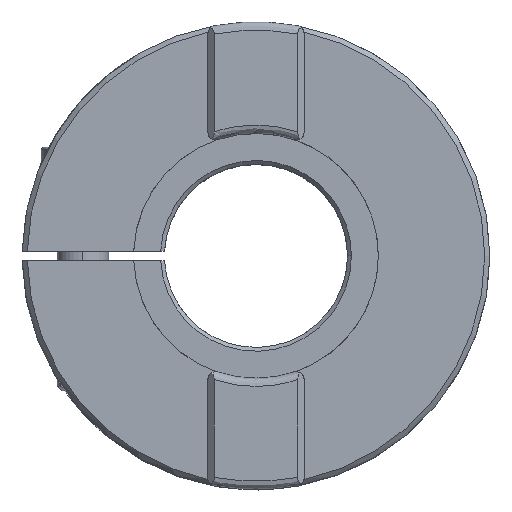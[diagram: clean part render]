
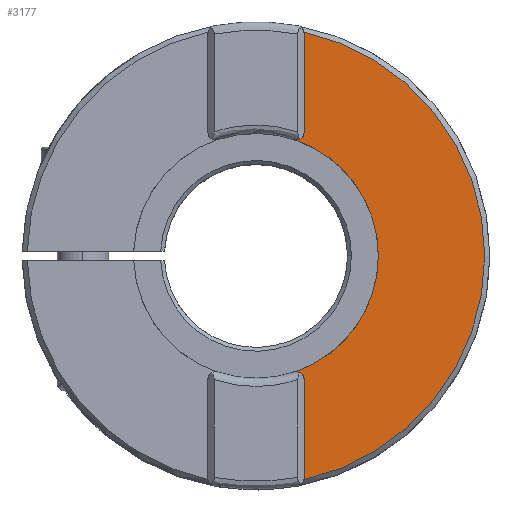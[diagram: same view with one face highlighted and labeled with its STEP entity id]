
A CAD part, top view. The second image highlights one B-rep face of the part: STEP entity #3177.
In plain terms, the highlighted planar face has unit normal (0, 0, 1).
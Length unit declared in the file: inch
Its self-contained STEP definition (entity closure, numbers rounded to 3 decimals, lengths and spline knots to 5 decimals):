
#12 = CARTESIAN_POINT ( 'NONE',  ( 0.23337, 0.71484, 0.98425 ) ) ;
#117 = ORIENTED_EDGE ( 'NONE', *, *, #1694, .T. ) ;
#185 = DIRECTION ( 'NONE',  ( 0., -1., 0. ) ) ;
#242 = CARTESIAN_POINT ( 'NONE',  ( 0., 0., 0.98425 ) ) ;
#248 = CARTESIAN_POINT ( 'NONE',  ( 0.75197, 0., 0.98425 ) ) ;
#293 = AXIS2_PLACEMENT_3D ( 'NONE', #534, #1645, #2453 ) ;
#333 = VERTEX_POINT ( 'NONE', #12 ) ;
#355 = ORIENTED_EDGE ( 'NONE', *, *, #3157, .T. ) ;
#375 = VERTEX_POINT ( 'NONE', #3420 ) ;
#423 = VERTEX_POINT ( 'NONE', #1240 ) ;
#431 = EDGE_CURVE ( 'NONE', #333, #2883, #2466, .T. ) ;
#468 = CARTESIAN_POINT ( 'NONE',  ( 0.29528, 0., 0.98425 ) ) ;
#478 = DIRECTION ( 'NONE',  ( 0., 0., -1. ) ) ;
#533 = CIRCLE ( 'NONE', #1527, 0.04724 ) ;
#534 = CARTESIAN_POINT ( 'NONE',  ( 0.24803, 0.75975, 0.98425 ) ) ;
#616 = VECTOR ( 'NONE', #1924, 39.37008 ) ;
#727 = EDGE_CURVE ( 'NONE', #2614, #1334, #533, .T. ) ;
#731 = CARTESIAN_POINT ( 'NONE',  ( 0.29528, 1.37415, 0.98425 ) ) ;
#795 = EDGE_CURVE ( 'NONE', #375, #333, #1943, .T. ) ;
#857 = PLANE ( 'NONE',  #2946 ) ;
#1083 = CARTESIAN_POINT ( 'NONE',  ( 0.29528, 0., 0.98425 ) ) ;
#1240 = CARTESIAN_POINT ( 'NONE',  ( 0.29528, -1.37415, 0.98425 ) ) ;
#1257 = EDGE_LOOP ( 'NONE', ( #117, #2403, #355, #3166, #1768, #1340, #2671 ) ) ;
#1298 = DIRECTION ( 'NONE',  ( 0., 0., -1. ) ) ;
#1334 = VERTEX_POINT ( 'NONE', #1672 ) ;
#1340 = ORIENTED_EDGE ( 'NONE', *, *, #2181, .T. ) ;
#1370 = DIRECTION ( 'NONE',  ( 0., 1., 0. ) ) ;
#1519 = AXIS2_PLACEMENT_3D ( 'NONE', #1837, #1298, #3522 ) ;
#1525 = CIRCLE ( 'NONE', #1760, 1.40551 ) ;
#1527 = AXIS2_PLACEMENT_3D ( 'NONE', #1836, #2363, #2954 ) ;
#1645 = DIRECTION ( 'NONE',  ( 0., 0., -1. ) ) ;
#1646 = CARTESIAN_POINT ( 'NONE',  ( 0., 0., 0.98425 ) ) ;
#1672 = CARTESIAN_POINT ( 'NONE',  ( 0.29528, -0.75975, 0.98425 ) ) ;
#1694 = EDGE_CURVE ( 'NONE', #1334, #423, #1886, .T. ) ;
#1760 = AXIS2_PLACEMENT_3D ( 'NONE', #1646, #3324, #1370 ) ;
#1768 = ORIENTED_EDGE ( 'NONE', *, *, #431, .T. ) ;
#1834 = CARTESIAN_POINT ( 'NONE',  ( 0.23337, -0.71484, 0.98425 ) ) ;
#1836 = CARTESIAN_POINT ( 'NONE',  ( 0.24803, -0.75975, 0.98425 ) ) ;
#1837 = CARTESIAN_POINT ( 'NONE',  ( 0., 0., 0.98425 ) ) ;
#1886 = LINE ( 'NONE', #1083, #616 ) ;
#1924 = DIRECTION ( 'NONE',  ( 0., -1., 0. ) ) ;
#1930 = CIRCLE ( 'NONE', #1519, 0.75197 ) ;
#1931 = DIRECTION ( 'NONE',  ( 1., 0., 0. ) ) ;
#1937 = VERTEX_POINT ( 'NONE', #731 ) ;
#1943 = CIRCLE ( 'NONE', #293, 0.04724 ) ;
#1978 = DIRECTION ( 'NONE',  ( 0., 0., 1. ) ) ;
#1981 = VECTOR ( 'NONE', #185, 39.37008 ) ;
#2181 = EDGE_CURVE ( 'NONE', #2883, #2614, #1930, .T. ) ;
#2363 = DIRECTION ( 'NONE',  ( 0., 0., -1. ) ) ;
#2372 = EDGE_CURVE ( 'NONE', #1937, #423, #1525, .T. ) ;
#2403 = ORIENTED_EDGE ( 'NONE', *, *, #2372, .F. ) ;
#2453 = DIRECTION ( 'NONE',  ( 1., 0., 0. ) ) ;
#2466 = CIRCLE ( 'NONE', #2937, 0.75197 ) ;
#2520 = FACE_OUTER_BOUND ( 'NONE', #1257, .T. ) ;
#2614 = VERTEX_POINT ( 'NONE', #1834 ) ;
#2671 = ORIENTED_EDGE ( 'NONE', *, *, #727, .T. ) ;
#2883 = VERTEX_POINT ( 'NONE', #248 ) ;
#2937 = AXIS2_PLACEMENT_3D ( 'NONE', #3584, #478, #1931 ) ;
#2946 = AXIS2_PLACEMENT_3D ( 'NONE', #242, #1978, #3080 ) ;
#2954 = DIRECTION ( 'NONE',  ( 1., 0., 0. ) ) ;
#3080 = DIRECTION ( 'NONE',  ( 1., 0., 0. ) ) ;
#3157 = EDGE_CURVE ( 'NONE', #1937, #375, #3300, .T. ) ;
#3166 = ORIENTED_EDGE ( 'NONE', *, *, #795, .T. ) ;
#3177 = ADVANCED_FACE ( 'NONE', ( #2520 ), #857, .T. ) ;
#3300 = LINE ( 'NONE', #468, #1981 ) ;
#3324 = DIRECTION ( 'NONE',  ( 0., 0., -1. ) ) ;
#3420 = CARTESIAN_POINT ( 'NONE',  ( 0.29528, 0.75975, 0.98425 ) ) ;
#3522 = DIRECTION ( 'NONE',  ( 1., 0., 0. ) ) ;
#3584 = CARTESIAN_POINT ( 'NONE',  ( 0., 0., 0.98425 ) ) ;
